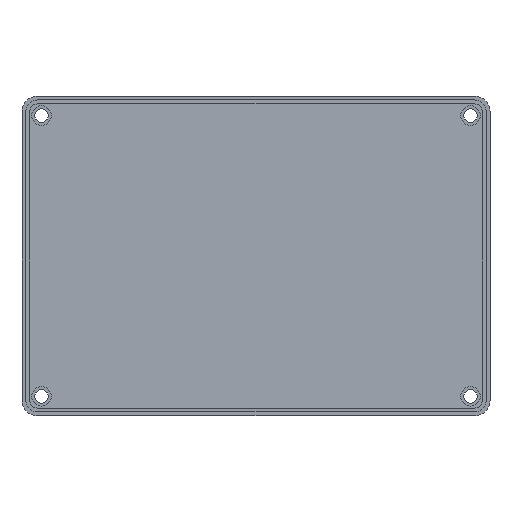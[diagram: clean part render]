
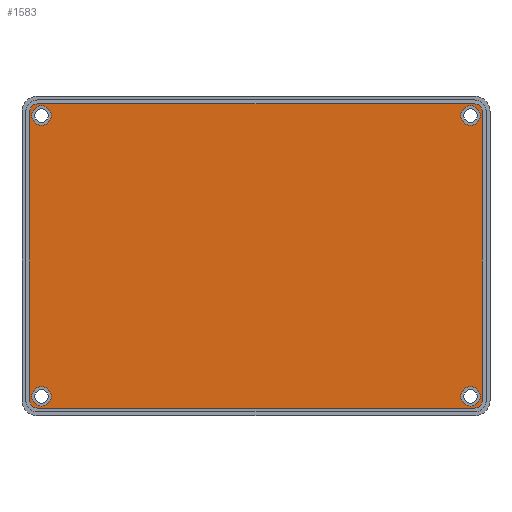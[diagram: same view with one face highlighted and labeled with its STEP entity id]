
A CAD part, top view. The second image highlights one B-rep face of the part: STEP entity #1583.
In plain terms, the highlighted planar face has unit normal (0, 0, 1).
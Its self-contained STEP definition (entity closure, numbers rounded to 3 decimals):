
#1393 = VERTEX_POINT('',#1394);
#1394 = CARTESIAN_POINT('',(-56.,-39.,42.4));
#1400 = EDGE_CURVE('',#1393,#1401,#1403,.T.);
#1401 = VERTEX_POINT('',#1402);
#1402 = CARTESIAN_POINT('',(56.,-39.,42.4));
#1403 = LINE('',#1404,#1405);
#1404 = CARTESIAN_POINT('',(-59.,-39.,42.4));
#1405 = VECTOR('',#1406,1.);
#1406 = DIRECTION('',(1.,0.,0.));
#1424 = EDGE_CURVE('',#1425,#1401,#1427,.T.);
#1425 = VERTEX_POINT('',#1426);
#1426 = CARTESIAN_POINT('',(58.,-37.,42.4));
#1427 = CIRCLE('',#1428,2.);
#1428 = AXIS2_PLACEMENT_3D('',#1429,#1430,#1431);
#1429 = CARTESIAN_POINT('',(56.,-37.,42.4));
#1430 = DIRECTION('',(0.,0.,-1.));
#1431 = DIRECTION('',(0.,1.,0.));
#1447 = EDGE_CURVE('',#1448,#1425,#1450,.T.);
#1448 = VERTEX_POINT('',#1449);
#1449 = CARTESIAN_POINT('',(58.,37.,42.4));
#1450 = LINE('',#1451,#1452);
#1451 = CARTESIAN_POINT('',(58.,40.,42.4));
#1452 = VECTOR('',#1453,1.);
#1453 = DIRECTION('',(0.,-1.,0.));
#1473 = VERTEX_POINT('',#1474);
#1474 = CARTESIAN_POINT('',(56.,39.,42.4));
#1480 = EDGE_CURVE('',#1448,#1473,#1481,.T.);
#1481 = CIRCLE('',#1482,2.);
#1482 = AXIS2_PLACEMENT_3D('',#1483,#1484,#1485);
#1483 = CARTESIAN_POINT('',(56.,37.,42.4));
#1484 = DIRECTION('',(0.,0.,1.));
#1485 = DIRECTION('',(0.,1.,0.));
#1498 = VERTEX_POINT('',#1499);
#1499 = CARTESIAN_POINT('',(-56.,39.,42.4));
#1505 = EDGE_CURVE('',#1498,#1473,#1506,.T.);
#1506 = LINE('',#1507,#1508);
#1507 = CARTESIAN_POINT('',(-59.,39.,42.4));
#1508 = VECTOR('',#1509,1.);
#1509 = DIRECTION('',(1.,0.,0.));
#1522 = EDGE_CURVE('',#1523,#1498,#1525,.T.);
#1523 = VERTEX_POINT('',#1524);
#1524 = CARTESIAN_POINT('',(-58.,37.,42.4));
#1525 = CIRCLE('',#1526,2.);
#1526 = AXIS2_PLACEMENT_3D('',#1527,#1528,#1529);
#1527 = CARTESIAN_POINT('',(-56.,37.,42.4));
#1528 = DIRECTION('',(0.,0.,-1.));
#1529 = DIRECTION('',(0.,1.,0.));
#1545 = EDGE_CURVE('',#1523,#1546,#1548,.T.);
#1546 = VERTEX_POINT('',#1547);
#1547 = CARTESIAN_POINT('',(-58.,-37.,42.4));
#1548 = LINE('',#1549,#1550);
#1549 = CARTESIAN_POINT('',(-58.,40.,42.4));
#1550 = VECTOR('',#1551,1.);
#1551 = DIRECTION('',(0.,-1.,0.));
#1571 = EDGE_CURVE('',#1546,#1393,#1572,.T.);
#1572 = CIRCLE('',#1573,2.);
#1573 = AXIS2_PLACEMENT_3D('',#1574,#1575,#1576);
#1574 = CARTESIAN_POINT('',(-56.,-37.,42.4));
#1575 = DIRECTION('',(0.,0.,1.));
#1576 = DIRECTION('',(0.,1.,0.));
#1583 = ADVANCED_FACE('',(#1584,#1594,#1605,#1616,#1627),#1638,.F.);
#1584 = FACE_BOUND('',#1585,.F.);
#1585 = EDGE_LOOP('',(#1586,#1587,#1588,#1589,#1590,#1591,#1592,#1593));
#1586 = ORIENTED_EDGE('',*,*,#1400,.F.);
#1587 = ORIENTED_EDGE('',*,*,#1571,.F.);
#1588 = ORIENTED_EDGE('',*,*,#1545,.F.);
#1589 = ORIENTED_EDGE('',*,*,#1522,.T.);
#1590 = ORIENTED_EDGE('',*,*,#1505,.T.);
#1591 = ORIENTED_EDGE('',*,*,#1480,.F.);
#1592 = ORIENTED_EDGE('',*,*,#1447,.T.);
#1593 = ORIENTED_EDGE('',*,*,#1424,.T.);
#1594 = FACE_BOUND('',#1595,.F.);
#1595 = EDGE_LOOP('',(#1596));
#1596 = ORIENTED_EDGE('',*,*,#1597,.F.);
#1597 = EDGE_CURVE('',#1598,#1598,#1600,.T.);
#1598 = VERTEX_POINT('',#1599);
#1599 = CARTESIAN_POINT('',(-52.5,36.,42.4));
#1600 = CIRCLE('',#1601,2.5);
#1601 = AXIS2_PLACEMENT_3D('',#1602,#1603,#1604);
#1602 = CARTESIAN_POINT('',(-55.,36.,42.4));
#1603 = DIRECTION('',(0.,0.,-1.));
#1604 = DIRECTION('',(1.,0.,0.));
#1605 = FACE_BOUND('',#1606,.F.);
#1606 = EDGE_LOOP('',(#1607));
#1607 = ORIENTED_EDGE('',*,*,#1608,.F.);
#1608 = EDGE_CURVE('',#1609,#1609,#1611,.T.);
#1609 = VERTEX_POINT('',#1610);
#1610 = CARTESIAN_POINT('',(57.5,36.,42.4));
#1611 = CIRCLE('',#1612,2.5);
#1612 = AXIS2_PLACEMENT_3D('',#1613,#1614,#1615);
#1613 = CARTESIAN_POINT('',(55.,36.,42.4));
#1614 = DIRECTION('',(0.,0.,-1.));
#1615 = DIRECTION('',(1.,0.,0.));
#1616 = FACE_BOUND('',#1617,.F.);
#1617 = EDGE_LOOP('',(#1618));
#1618 = ORIENTED_EDGE('',*,*,#1619,.F.);
#1619 = EDGE_CURVE('',#1620,#1620,#1622,.T.);
#1620 = VERTEX_POINT('',#1621);
#1621 = CARTESIAN_POINT('',(-52.5,-36.,42.4));
#1622 = CIRCLE('',#1623,2.5);
#1623 = AXIS2_PLACEMENT_3D('',#1624,#1625,#1626);
#1624 = CARTESIAN_POINT('',(-55.,-36.,42.4));
#1625 = DIRECTION('',(0.,0.,-1.));
#1626 = DIRECTION('',(1.,0.,0.));
#1627 = FACE_BOUND('',#1628,.F.);
#1628 = EDGE_LOOP('',(#1629));
#1629 = ORIENTED_EDGE('',*,*,#1630,.F.);
#1630 = EDGE_CURVE('',#1631,#1631,#1633,.T.);
#1631 = VERTEX_POINT('',#1632);
#1632 = CARTESIAN_POINT('',(57.5,-36.,42.4));
#1633 = CIRCLE('',#1634,2.5);
#1634 = AXIS2_PLACEMENT_3D('',#1635,#1636,#1637);
#1635 = CARTESIAN_POINT('',(55.,-36.,42.4));
#1636 = DIRECTION('',(0.,0.,-1.));
#1637 = DIRECTION('',(1.,0.,0.));
#1638 = PLANE('',#1639);
#1639 = AXIS2_PLACEMENT_3D('',#1640,#1641,#1642);
#1640 = CARTESIAN_POINT('',(-60.,41.,42.4));
#1641 = DIRECTION('',(0.,0.,-1.));
#1642 = DIRECTION('',(1.,0.,0.));
